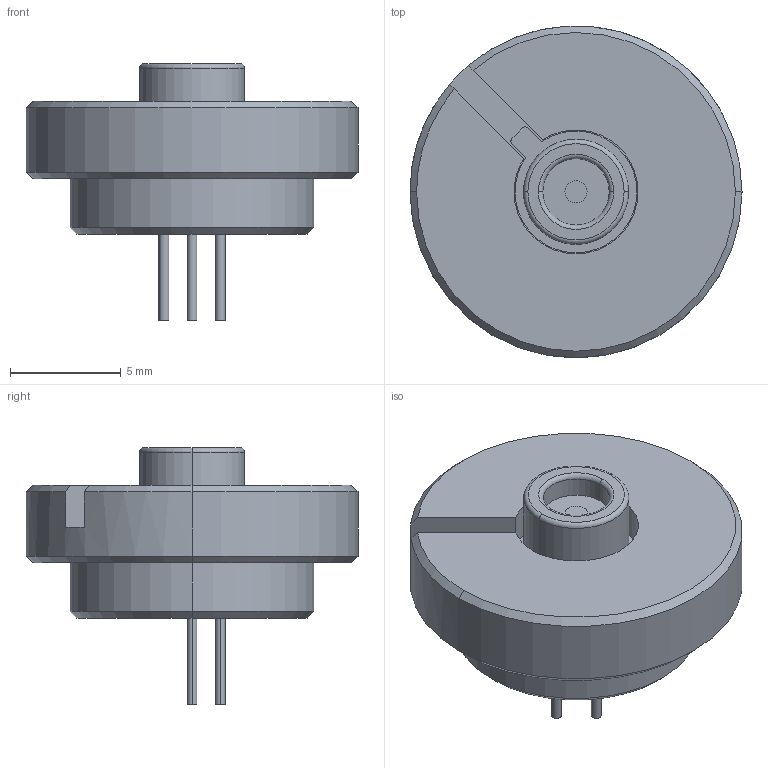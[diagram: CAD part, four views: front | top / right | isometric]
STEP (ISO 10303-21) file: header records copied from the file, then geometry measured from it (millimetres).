
FILE_DESCRIPTION((''),'2;1');
FILE_NAME('MIR_PD_ARRAY_UNIT_ASM','2024-02-14T08:02:37',('ATIK-YJLEE-PC'),(''),'CREO PARAMETRIC BY PTC INC, 2022124','CREO PARAMETRIC BY PTC INC, 2022124','');
FILE_SCHEMA(('CONFIG_CONTROL_DESIGN'));
Length unit declared in the file: millimetre
Products named in the file (3): A19-009P-5401_MIR_PD_MOUNT_ADAP; G12183-010K; MIR_PD_ARRAY_UNIT_ASM
Assembly tree (2 placements, depth 2):
  MIR_PD_ARRAY_UNIT_ASM
    A19-009P-5401_MIR_PD_MOUNT_ADAP
    G12183-010K
Bounding box: 15 x 15 x 11.6 mm (x, y, z)
Volume: 838.2 mm3; surface area: 809.2 mm2
Topology: 2 solids, 2 shells, 62 faces, 140 edges, 90 vertices
Faces by surface type: cylinder 33, plane 18, cone 7, torus 4
Entity records: 1871 total; most frequent: DIRECTION 355, CARTESIAN_POINT 305, ORIENTED_EDGE 280, AXIS2_PLACEMENT_3D 150, EDGE_CURVE 140, VERTEX_POINT 90, CIRCLE 83, EDGE_LOOP 76
